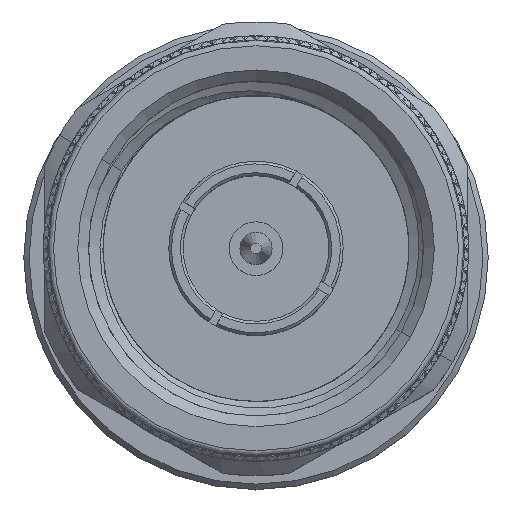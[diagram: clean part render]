
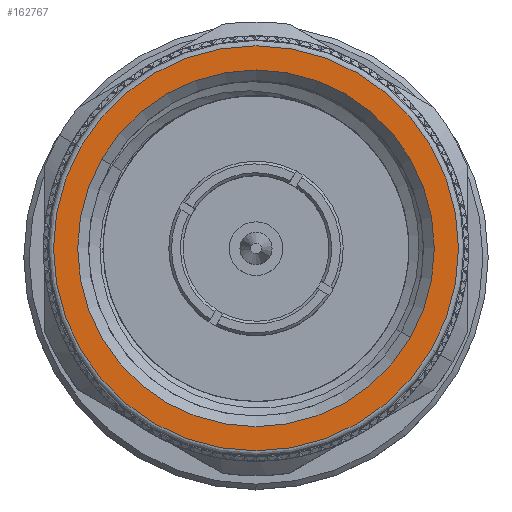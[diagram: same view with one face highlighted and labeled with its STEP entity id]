
A CAD part, top view. The second image highlights one B-rep face of the part: STEP entity #162767.
In plain terms, the highlighted face is planar.
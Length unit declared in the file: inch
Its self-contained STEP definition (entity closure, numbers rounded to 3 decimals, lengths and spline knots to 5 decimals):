
#6627 = CARTESIAN_POINT ( 'NONE',  ( 0., 0., 0. ) ) ;
#11060 = VERTEX_POINT ( 'NONE', #40048 ) ;
#16526 = CARTESIAN_POINT ( 'NONE',  ( 0., -0.1888, 0.32701 ) ) ;
#16777 = EDGE_CURVE ( 'NONE', #45083, #22971, #137304, .T. ) ;
#19158 = EDGE_CURVE ( 'NONE', #102895, #11060, #89361, .T. ) ;
#22971 = VERTEX_POINT ( 'NONE', #16526 ) ;
#23205 = EDGE_LOOP ( 'NONE', ( #152129, #161509 ) ) ;
#31287 = FACE_OUTER_BOUND ( 'NONE', #73455, .T. ) ;
#34391 = AXIS2_PLACEMENT_3D ( 'NONE', #6627, #45483, #95973 ) ;
#35111 = CARTESIAN_POINT ( 'NONE',  ( 0., 0., 0. ) ) ;
#37701 = AXIS2_PLACEMENT_3D ( 'NONE', #90053, #78446, #65143 ) ;
#39399 = EDGE_CURVE ( 'NONE', #22971, #45083, #95801, .T. ) ;
#40048 = CARTESIAN_POINT ( 'NONE',  ( 0., -0.16625, 0.28795 ) ) ;
#43409 = DIRECTION ( 'NONE',  ( 0., 0.5, -0.866 ) ) ;
#45083 = VERTEX_POINT ( 'NONE', #154466 ) ;
#45483 = DIRECTION ( 'NONE',  ( 1., 0., 0. ) ) ;
#52120 = AXIS2_PLACEMENT_3D ( 'NONE', #162266, #98975, #61292 ) ;
#52816 = CARTESIAN_POINT ( 'NONE',  ( 0., 0.16625, -0.28795 ) ) ;
#61292 = DIRECTION ( 'NONE',  ( 0., 0.5, -0.866 ) ) ;
#62969 = FACE_BOUND ( 'NONE', #23205, .T. ) ;
#65143 = DIRECTION ( 'NONE',  ( 0., 0.5, -0.866 ) ) ;
#73258 = CIRCLE ( 'NONE', #52120, 0.3325 ) ;
#73455 = EDGE_LOOP ( 'NONE', ( #73507, #154792 ) ) ;
#73507 = ORIENTED_EDGE ( 'NONE', *, *, #16777, .T. ) ;
#78446 = DIRECTION ( 'NONE',  ( -1., 0., 0. ) ) ;
#81197 = CARTESIAN_POINT ( 'NONE',  ( 0., 0., 0. ) ) ;
#89361 = CIRCLE ( 'NONE', #105971, 0.3325 ) ;
#90053 = CARTESIAN_POINT ( 'NONE',  ( 0., 0., 0. ) ) ;
#95801 = CIRCLE ( 'NONE', #101665, 0.3776 ) ;
#95973 = DIRECTION ( 'NONE',  ( 0., 0.5, -0.866 ) ) ;
#98975 = DIRECTION ( 'NONE',  ( 1., 0., 0. ) ) ;
#99975 = DIRECTION ( 'NONE',  ( 0., 0.5, -0.866 ) ) ;
#101665 = AXIS2_PLACEMENT_3D ( 'NONE', #81197, #117730, #43409 ) ;
#102895 = VERTEX_POINT ( 'NONE', #52816 ) ;
#105971 = AXIS2_PLACEMENT_3D ( 'NONE', #35111, #135520, #99975 ) ;
#106546 = PLANE ( 'NONE',  #34391 ) ;
#117730 = DIRECTION ( 'NONE',  ( -1., 0., 0. ) ) ;
#135520 = DIRECTION ( 'NONE',  ( 1., 0., 0. ) ) ;
#137304 = CIRCLE ( 'NONE', #37701, 0.3776 ) ;
#150431 = EDGE_CURVE ( 'NONE', #11060, #102895, #73258, .T. ) ;
#152129 = ORIENTED_EDGE ( 'NONE', *, *, #150431, .T. ) ;
#154466 = CARTESIAN_POINT ( 'NONE',  ( 0., 0.1888, -0.32701 ) ) ;
#154792 = ORIENTED_EDGE ( 'NONE', *, *, #39399, .T. ) ;
#161509 = ORIENTED_EDGE ( 'NONE', *, *, #19158, .T. ) ;
#162266 = CARTESIAN_POINT ( 'NONE',  ( 0., 0., 0. ) ) ;
#162767 = ADVANCED_FACE ( 'NONE', ( #62969, #31287 ), #106546, .F. ) ;
